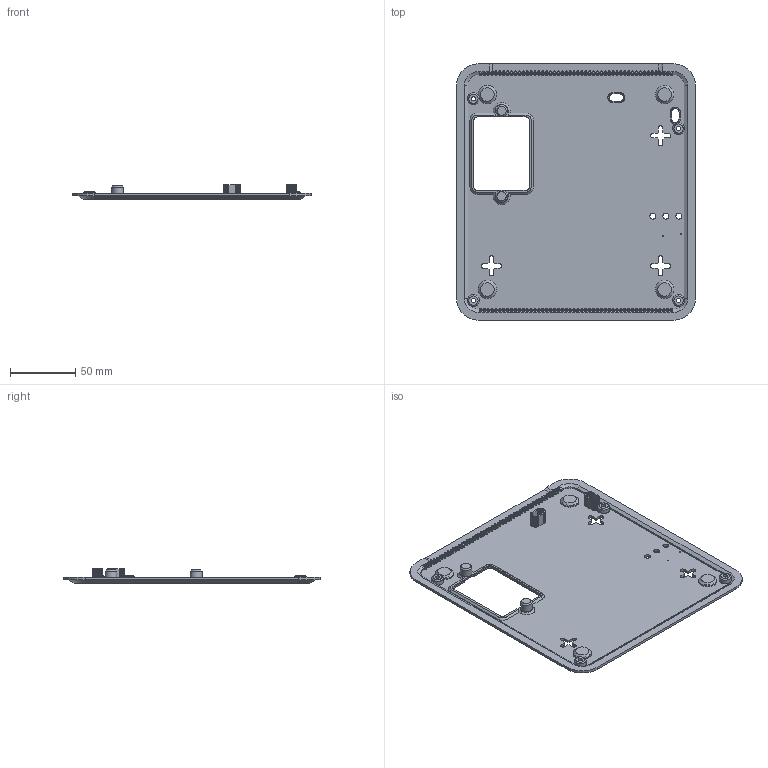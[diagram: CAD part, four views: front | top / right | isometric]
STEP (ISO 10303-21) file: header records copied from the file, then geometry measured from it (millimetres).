
FILE_DESCRIPTION(/* description */ (''),/* implementation_level */ '2;1');
FILE_NAME(/* name */ 'XM-PRO (SMALL) BOTTOM ENCLOSURE support.step',/* time_stamp */ '2023-01-19T21:31:44+01:00',/* author */ (''),/* organization */ (''),/* preprocessor_version */ 'ST-DEVELOPER v19.2',/* originating_system */ 'Autodesk Translation Framework v11.17.0.187',/* authorisation */ '');
FILE_SCHEMA (('AUTOMOTIVE_DESIGN { 1 0 10303 214 3 1 1 }','AP242_MANAGED_MODEL_BASED_3D_ENGINEERING_MIM_LF { 1 0 10303 442 3 1 4 }'));
Length unit declared in the file: millimetre
Products named in the file (1): XM-PRO v1.2 - COMBO METAL ENCLOSURE
Bounding box: 183.33 x 196.83 x 11.5 mm (x, y, z)
Volume: 68834.2 mm3; surface area: 75957.3 mm2
Topology: 1 solids, 1 shells, 913 faces, 3254 edges, 2164 vertices
Faces by surface type: plane 513, cylinder 376, cone 24
Full cylindrical faces by diameter (mm): 1.5 x298, 3.2 x4, 4 x2, 4.5 x3, 6.5 x4, 9 x5, 12 x4, 14 x3
Entity records: 36940 total; most frequent: ORIENTED_EDGE 6508, DIRECTION 6459, CARTESIAN_POINT 6434, EDGE_CURVE 3254, AXIS2_PLACEMENT_3D 2302, VERTEX_POINT 2164, LINE 1855, VECTOR 1855
